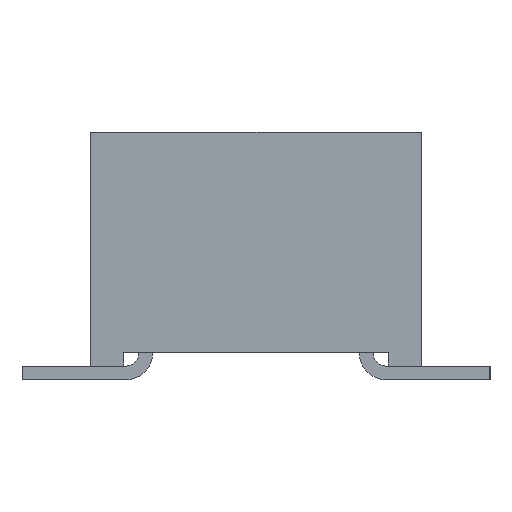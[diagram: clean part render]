
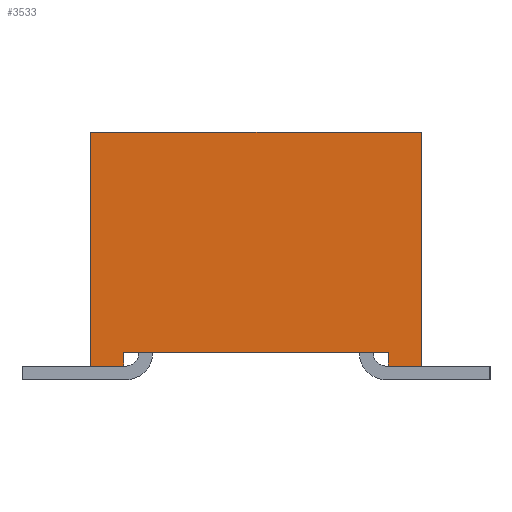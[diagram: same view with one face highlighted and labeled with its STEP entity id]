
A CAD part, left-side view. The second image highlights one B-rep face of the part: STEP entity #3533.
In plain terms, the highlighted planar face has unit normal (-1, 0, 0).
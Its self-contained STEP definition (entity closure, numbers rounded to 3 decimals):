
#3533 = ADVANCED_FACE('',(#3534),#3600,.F.);
#3534 = FACE_BOUND('',#3535,.T.);
#3535 = EDGE_LOOP('',(#3536,#3546,#3554,#3562,#3570,#3578,#3586,#3594));
#3536 = ORIENTED_EDGE('',*,*,#3537,.T.);
#3537 = EDGE_CURVE('',#3538,#3540,#3542,.T.);
#3538 = VERTEX_POINT('',#3539);
#3539 = CARTESIAN_POINT('',(-8.471,-1.219,0.277));
#3540 = VERTEX_POINT('',#3541);
#3541 = CARTESIAN_POINT('',(-8.471,-1.219,0.15));
#3542 = LINE('',#3543,#3544);
#3543 = CARTESIAN_POINT('',(-8.471,-1.219,0.277));
#3544 = VECTOR('',#3545,1.);
#3545 = DIRECTION('',(0.,0.,-1.));
#3546 = ORIENTED_EDGE('',*,*,#3547,.T.);
#3547 = EDGE_CURVE('',#3540,#3548,#3550,.T.);
#3548 = VERTEX_POINT('',#3549);
#3549 = CARTESIAN_POINT('',(-8.471,-1.524,0.15));
#3550 = LINE('',#3551,#3552);
#3551 = CARTESIAN_POINT('',(-8.471,1.524,0.15));
#3552 = VECTOR('',#3553,1.);
#3553 = DIRECTION('',(0.,-1.,0.));
#3554 = ORIENTED_EDGE('',*,*,#3555,.F.);
#3555 = EDGE_CURVE('',#3556,#3548,#3558,.T.);
#3556 = VERTEX_POINT('',#3557);
#3557 = CARTESIAN_POINT('',(-8.471,-1.524,2.309));
#3558 = LINE('',#3559,#3560);
#3559 = CARTESIAN_POINT('',(-8.471,-1.524,2.309));
#3560 = VECTOR('',#3561,1.);
#3561 = DIRECTION('',(0.,0.,-1.));
#3562 = ORIENTED_EDGE('',*,*,#3563,.F.);
#3563 = EDGE_CURVE('',#3564,#3556,#3566,.T.);
#3564 = VERTEX_POINT('',#3565);
#3565 = CARTESIAN_POINT('',(-8.471,1.524,2.309));
#3566 = LINE('',#3567,#3568);
#3567 = CARTESIAN_POINT('',(-8.471,1.524,2.309));
#3568 = VECTOR('',#3569,1.);
#3569 = DIRECTION('',(0.,-1.,0.));
#3570 = ORIENTED_EDGE('',*,*,#3571,.T.);
#3571 = EDGE_CURVE('',#3564,#3572,#3574,.T.);
#3572 = VERTEX_POINT('',#3573);
#3573 = CARTESIAN_POINT('',(-8.471,1.524,0.15));
#3574 = LINE('',#3575,#3576);
#3575 = CARTESIAN_POINT('',(-8.471,1.524,2.309));
#3576 = VECTOR('',#3577,1.);
#3577 = DIRECTION('',(0.,0.,-1.));
#3578 = ORIENTED_EDGE('',*,*,#3579,.T.);
#3579 = EDGE_CURVE('',#3572,#3580,#3582,.T.);
#3580 = VERTEX_POINT('',#3581);
#3581 = CARTESIAN_POINT('',(-8.471,1.219,0.15));
#3582 = LINE('',#3583,#3584);
#3583 = CARTESIAN_POINT('',(-8.471,1.524,0.15));
#3584 = VECTOR('',#3585,1.);
#3585 = DIRECTION('',(0.,-1.,0.));
#3586 = ORIENTED_EDGE('',*,*,#3587,.T.);
#3587 = EDGE_CURVE('',#3580,#3588,#3590,.T.);
#3588 = VERTEX_POINT('',#3589);
#3589 = CARTESIAN_POINT('',(-8.471,1.219,0.277));
#3590 = LINE('',#3591,#3592);
#3591 = CARTESIAN_POINT('',(-8.471,1.219,0.023));
#3592 = VECTOR('',#3593,1.);
#3593 = DIRECTION('',(0.,0.,1.));
#3594 = ORIENTED_EDGE('',*,*,#3595,.T.);
#3595 = EDGE_CURVE('',#3588,#3538,#3596,.T.);
#3596 = LINE('',#3597,#3598);
#3597 = CARTESIAN_POINT('',(-8.471,1.219,0.277));
#3598 = VECTOR('',#3599,1.);
#3599 = DIRECTION('',(0.,-1.,0.));
#3600 = PLANE('',#3601);
#3601 = AXIS2_PLACEMENT_3D('',#3602,#3603,#3604);
#3602 = CARTESIAN_POINT('',(-8.471,1.524,2.309));
#3603 = DIRECTION('',(1.,0.,0.));
#3604 = DIRECTION('',(0.,1.,0.));
